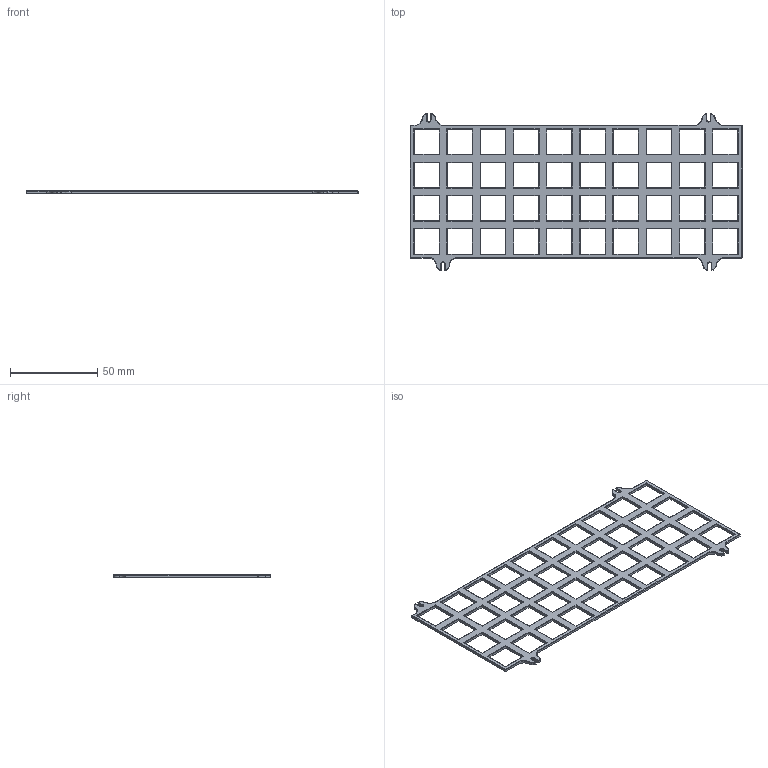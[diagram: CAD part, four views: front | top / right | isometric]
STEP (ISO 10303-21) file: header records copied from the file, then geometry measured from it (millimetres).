
FILE_DESCRIPTION(/* description */ ('','CAx-IF Rec.Pracs.---Representation and Presentation of Product Manufacturing Information (PMI)---4.0---2014-10-13'),/* implementation_level */ '2;1');
FILE_NAME(/* name */ '1U grid plate.step',/* time_stamp */ '2024-12-05T10:21:09+02:00',/* author */ (''),/* organization */ (''),/* preprocessor_version */ 'ST-DEVELOPER v20',/* originating_system */ 'Autodesk Translation Framework v13.20.0.188',/* authorisation */ '');
FILE_SCHEMA (('AP242_MANAGED_MODEL_BASED_3D_ENGINEERING_MIM_LF { 1 0 10303 442 1 1 4 }'));
Length unit declared in the file: millimetre
Products named in the file (1): 1U grid plate
Bounding box: 190.5 x 90.25 x 1.5 mm (x, y, z)
Volume: 9588.6 mm3; surface area: 16878.3 mm2
Topology: 1 solids, 1 shells, 420 faces, 1032 edges, 614 vertices
Faces by surface type: cylinder 202, plane 178, bspline 16, torus 12, sphere 12
Entity records: 13140 total; most frequent: CARTESIAN_POINT 3084, ORIENTED_EDGE 2064, DIRECTION 2056, EDGE_CURVE 1032, LINE 738, VECTOR 738, AXIS2_PLACEMENT_3D 659, VERTEX_POINT 614
